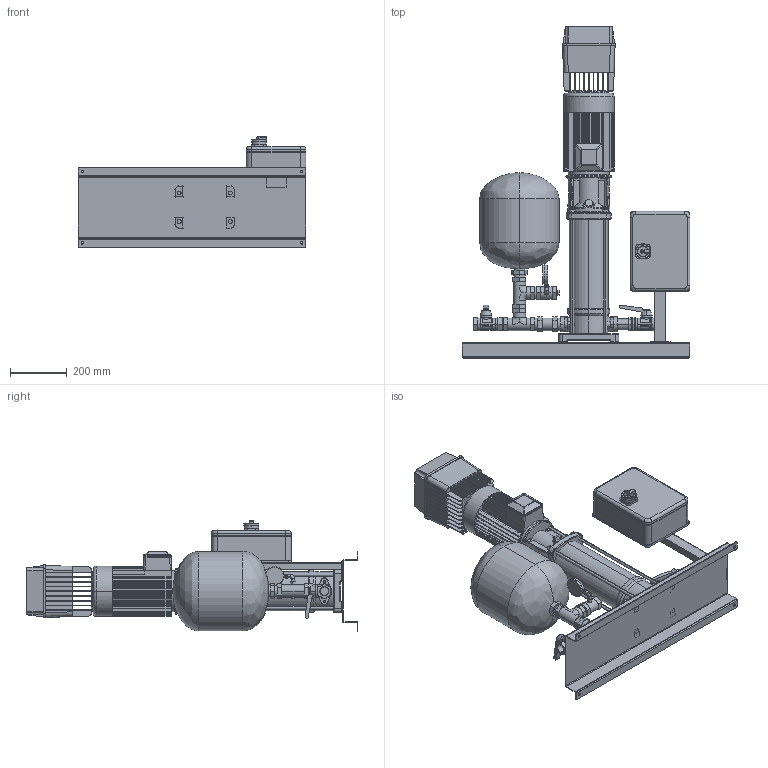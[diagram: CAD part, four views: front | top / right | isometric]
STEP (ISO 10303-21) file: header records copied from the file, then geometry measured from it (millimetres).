
FILE_DESCRIPTION (( 'STEP AP214' ), '1' );
FILE_NAME ('1SBI_5-20_TE_ZB00050560.STEP', '2022-02-04T07:45:53', ( '' ), ( '' ), 'SwSTEP 2.0', 'SolidWorks 2020', '' );
FILE_SCHEMA (( 'AUTOMOTIVE_DESIGN' ));
Length unit declared in the file: mil
Products named in the file (1): 1SBI_5-20_TE_ZB00050560
Bounding box: 800 x 1165 x 387 mm (x, y, z)
Volume: 45869123.8 mm3; surface area: 2986550.9 mm2
Topology: 28 solids, 28 shells, 1753 faces, 4506 edges, 2843 vertices
Faces by surface type: plane 833, cylinder 545, bspline 194, torus 109, cone 53, sphere 19
Entity records: 74051 total; most frequent: CARTESIAN_POINT 32151, ORIENTED_EDGE 8942, DIRECTION 8153, EDGE_CURVE 4471, AXIS2_PLACEMENT_3D 2906, VERTEX_POINT 2841, VECTOR 2341, LINE 2341
